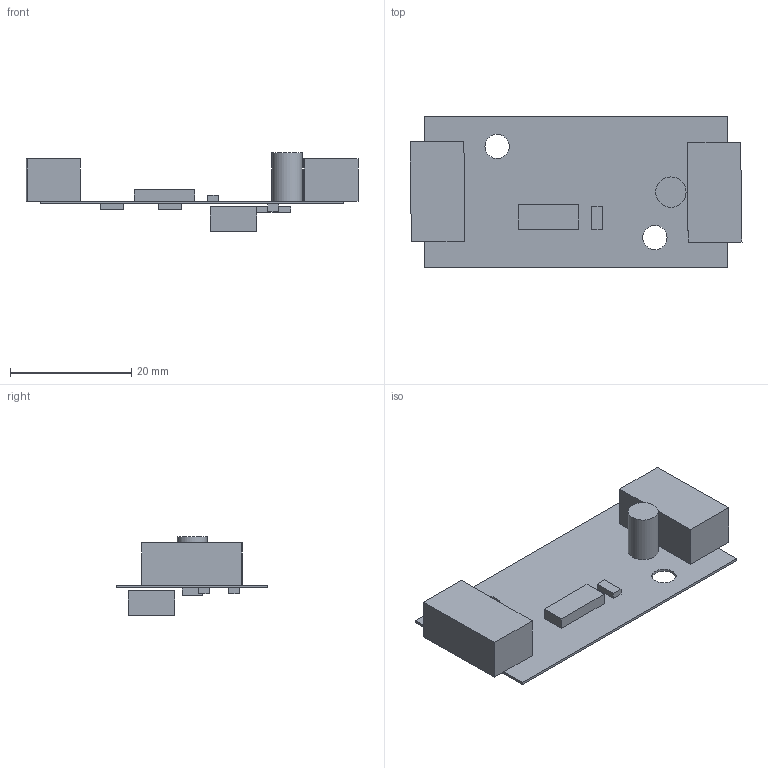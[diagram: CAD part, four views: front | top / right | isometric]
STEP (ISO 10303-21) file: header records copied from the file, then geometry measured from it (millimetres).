
FILE_DESCRIPTION(('Open CASCADE Model'),'2;1');
FILE_NAME('Open CASCADE Shape Model','2017-05-24T20:27:35',('Author'),( 'Open CASCADE'),'Open CASCADE STEP processor 6.8','Open CASCADE 6.8' ,'Unknown');
FILE_SCHEMA(('AUTOMOTIVE_DESIGN { 1 0 10303 214 1 1 1 1 }'));
Length unit declared in the file: millimetre
Products named in the file (31): PCB; Board; P1; 866255344; Extruded; R4; 866255616; R3; R2; R1; IC1; 866255888; C2; 667125488; Cylinder; C1; 866249360; RG1; 866255752; P2; 866255208; Q1; 866249496; 866249632
Assembly tree (33 placements, depth 4):
  PCB
    Board
    P1
      866255344
        Extruded
    R4
      866255616
        Extruded
    R3
      866255616
        Extruded
    R2
      866255616
        Extruded
    R1
      866255616
        Extruded
    IC1
      866255888
        Extruded
    C2
      667125488
        Cylinder
    C1
      866249360
        Extruded
    RG1
      866255752
        Extruded
    P2
      866255208
        Extruded
    Q1
      866249496
        Extruded
      866249632
        Extruded
Bounding box: 54.7 x 25 x 12.91 mm (x, y, z)
Volume: 3070.4 mm3; surface area: 4589.7 mm2
Topology: 13 solids, 13 shells, 87 faces, 183 edges, 122 vertices
Faces by surface type: plane 74, cylinder 13
Full cylindrical faces by diameter (mm): 0.7 x2, 1.5 x8, 4 x2, 5 x1
Entity records: 4517 total; most frequent: CARTESIAN_POINT 702, DIRECTION 669, LINE 387, VECTOR 387, ORIENTED_EDGE 294, PCURVE 294, DEFINITIONAL_REPRESENTATION 294, EDGE_CURVE 147
